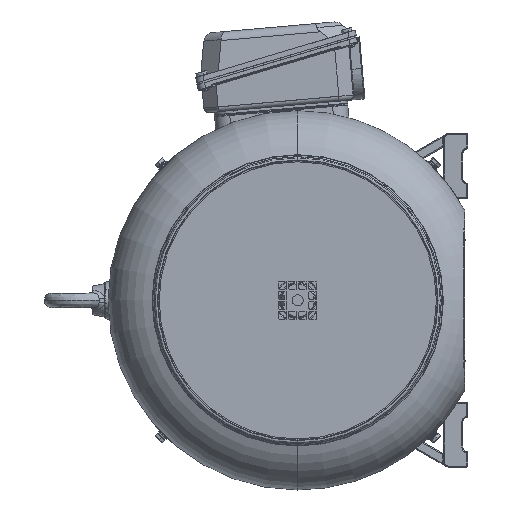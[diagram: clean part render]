
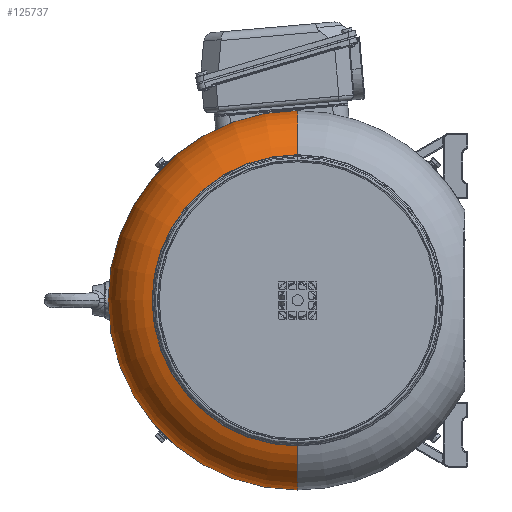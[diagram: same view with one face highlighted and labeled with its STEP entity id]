
A CAD part, left-side view. The second image highlights one B-rep face of the part: STEP entity #125737.
In plain terms, the highlighted toroidal (fillet/blend) face has major radius 133.5 mm and minor radius 65 mm.
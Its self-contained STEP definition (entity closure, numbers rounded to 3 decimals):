
#369 = AXIS2_PLACEMENT_3D ( 'NONE', #15684, #60853, #136785 ) ;
#7454 = VERTEX_POINT ( 'NONE', #37715 ) ;
#8579 = ORIENTED_EDGE ( 'NONE', *, *, #24424, .T. ) ;
#11869 = CIRCLE ( 'NONE', #46989, 152.447 ) ;
#13126 = DIRECTION ( 'NONE',  ( 0., 0., 1. ) ) ;
#13734 = DIRECTION ( 'NONE',  ( 0., 0., 1. ) ) ;
#15684 = CARTESIAN_POINT ( 'NONE',  ( -104., 0., 0. ) ) ;
#16169 = CARTESIAN_POINT ( 'NONE',  ( -166.177, 0., -152.447 ) ) ;
#21794 = DIRECTION ( 'NONE',  ( 0., 0., -1. ) ) ;
#23383 = CIRCLE ( 'NONE', #139835, 65. ) ;
#24424 = EDGE_CURVE ( 'NONE', #33544, #7454, #73886, .T. ) ;
#29349 = CARTESIAN_POINT ( 'NONE',  ( -166.177, 0., 152.447 ) ) ;
#29478 = EDGE_LOOP ( 'NONE', ( #8579, #55444, #131078, #89059 ) ) ;
#30628 = DIRECTION ( 'NONE',  ( -1., 0., 0. ) ) ;
#33544 = VERTEX_POINT ( 'NONE', #77712 ) ;
#37715 = CARTESIAN_POINT ( 'NONE',  ( -104., 0., -198.5 ) ) ;
#37984 = EDGE_CURVE ( 'NONE', #33544, #51853, #23383, .T. ) ;
#41088 = DIRECTION ( 'NONE',  ( 0., 0., 1. ) ) ;
#46989 = AXIS2_PLACEMENT_3D ( 'NONE', #120162, #133884, #13734 ) ;
#49913 = FACE_OUTER_BOUND ( 'NONE', #29478, .T. ) ;
#51853 = VERTEX_POINT ( 'NONE', #29349 ) ;
#55444 = ORIENTED_EDGE ( 'NONE', *, *, #116344, .T. ) ;
#60853 = DIRECTION ( 'NONE',  ( -1., 0., 0. ) ) ;
#65199 = AXIS2_PLACEMENT_3D ( 'NONE', #84436, #30628, #41088 ) ;
#66441 = DIRECTION ( 'NONE',  ( 0., 1., 0. ) ) ;
#73886 = CIRCLE ( 'NONE', #65199, 198.5 ) ;
#73981 = VERTEX_POINT ( 'NONE', #16169 ) ;
#77712 = CARTESIAN_POINT ( 'NONE',  ( -104., 0., 198.5 ) ) ;
#84436 = CARTESIAN_POINT ( 'NONE',  ( -104., 0., 0. ) ) ;
#89059 = ORIENTED_EDGE ( 'NONE', *, *, #37984, .F. ) ;
#99145 = CARTESIAN_POINT ( 'NONE',  ( -104., 0., -133.5 ) ) ;
#108304 = DIRECTION ( 'NONE',  ( 0., -1., 0. ) ) ;
#113072 = CIRCLE ( 'NONE', #117840, 65. ) ;
#116344 = EDGE_CURVE ( 'NONE', #7454, #73981, #113072, .T. ) ;
#117840 = AXIS2_PLACEMENT_3D ( 'NONE', #99145, #66441, #13126 ) ;
#120162 = CARTESIAN_POINT ( 'NONE',  ( -166.177, 0., 0. ) ) ;
#125737 = ADVANCED_FACE ( 'NONE', ( #49913 ), #134823, .T. ) ;
#131078 = ORIENTED_EDGE ( 'NONE', *, *, #140077, .F. ) ;
#131497 = CARTESIAN_POINT ( 'NONE',  ( -104., 0., 133.5 ) ) ;
#133884 = DIRECTION ( 'NONE',  ( -1., 0., 0. ) ) ;
#134823 = TOROIDAL_SURFACE ( 'NONE', #369, 133.5, 65. ) ;
#136785 = DIRECTION ( 'NONE',  ( 0., 0., 1. ) ) ;
#139835 = AXIS2_PLACEMENT_3D ( 'NONE', #131497, #108304, #21794 ) ;
#140077 = EDGE_CURVE ( 'NONE', #51853, #73981, #11869, .T. ) ;
